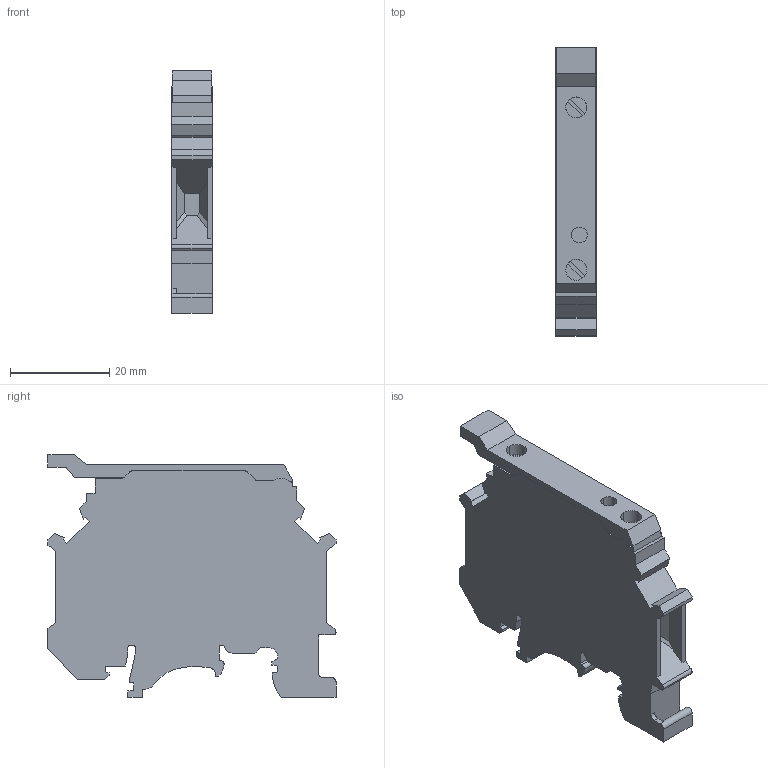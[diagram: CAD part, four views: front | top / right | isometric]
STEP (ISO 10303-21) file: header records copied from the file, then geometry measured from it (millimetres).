
FILE_DESCRIPTION(('Creo Elements/Direct Modeling STEP Export'),'2;1');
FILE_NAME('model.stp','2021-01-28T15:23:16',(''),(''),'Creo Elements/Direct Modeling STEP processor for AP214 (Solid Model)','Creo Elements/Direct Modeling 20.1A 29-Sep-2018 (C) Parametric Technology GmbH','');
FILE_SCHEMA(('AUTOMOTIVE_DESIGN { 1 0 10303 214 1 1 1 1 }'));
Length unit declared in the file: millimetre
Products named in the file (2): UK_5-HESI_N-select
Assembly tree (1 placements, depth 2):
  UK_5-HESI_N-select
    UK_5-HESI_N-select
Bounding box: 8.15 x 58 x 48.85 mm (x, y, z)
Volume: 16152.8 mm3; surface area: 7631.6 mm2
Topology: 1 solids, 1 shells, 183 faces, 531 edges, 353 vertices
Faces by surface type: plane 140, cylinder 43
Entity records: 7288 total; most frequent: ORIENTED_EDGE 1062, CARTESIAN_POINT 1021, DIRECTION 919, EDGE_CURVE 531, VECTOR 417, LINE 417, VERTEX_POINT 353, AXIS2_PLACEMENT_3D 251
